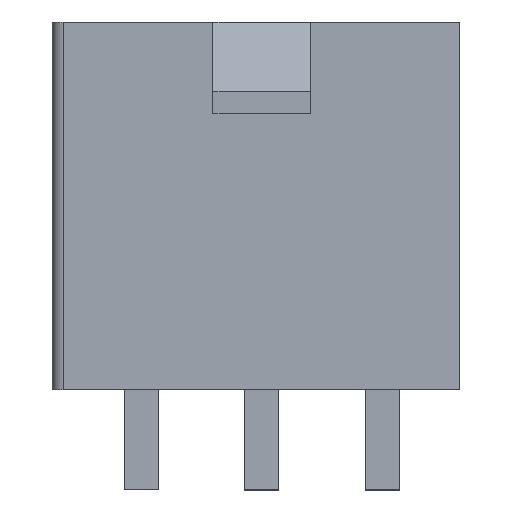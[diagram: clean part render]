
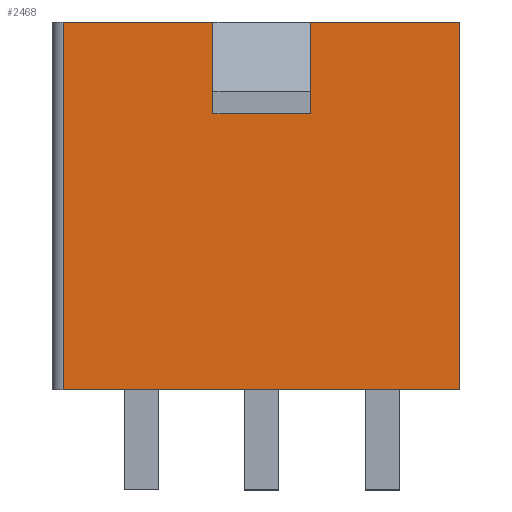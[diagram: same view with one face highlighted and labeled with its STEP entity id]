
A CAD part, top view. The second image highlights one B-rep face of the part: STEP entity #2468.
In plain terms, the highlighted planar face has unit normal (0, 0, 1).
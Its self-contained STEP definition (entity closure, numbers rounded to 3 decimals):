
#9 = DIRECTION ( 'NONE',  ( -1., 0., 0. ) ) ;
#57 = ORIENTED_EDGE ( 'NONE', *, *, #428, .T. ) ;
#64 = LINE ( 'NONE', #1091, #3143 ) ;
#163 = VERTEX_POINT ( 'NONE', #1246 ) ;
#172 = CARTESIAN_POINT ( 'NONE',  ( -2.7, 12.8, 2.7 ) ) ;
#310 = CARTESIAN_POINT ( 'NONE',  ( 5.9, 9.6, 2.7 ) ) ;
#325 = EDGE_LOOP ( 'NONE', ( #1043, #1864, #57, #2909, #2024, #417, #3349, #4554 ) ) ;
#348 = VERTEX_POINT ( 'NONE', #651 ) ;
#362 = LINE ( 'NONE', #381, #1331 ) ;
#381 = CARTESIAN_POINT ( 'NONE',  ( 11.1, 12.8, 2.7 ) ) ;
#397 = VERTEX_POINT ( 'NONE', #3515 ) ;
#417 = ORIENTED_EDGE ( 'NONE', *, *, #640, .F. ) ;
#428 = EDGE_CURVE ( 'NONE', #487, #1778, #2498, .T. ) ;
#487 = VERTEX_POINT ( 'NONE', #1810 ) ;
#523 = DIRECTION ( 'NONE',  ( 1., 0., 0. ) ) ;
#597 = CARTESIAN_POINT ( 'NONE',  ( 2.5, 9.6, 2.7 ) ) ;
#640 = EDGE_CURVE ( 'NONE', #3498, #348, #4164, .T. ) ;
#651 = CARTESIAN_POINT ( 'NONE',  ( 11.1, 12.8, 2.7 ) ) ;
#1043 = ORIENTED_EDGE ( 'NONE', *, *, #1052, .F. ) ;
#1052 = EDGE_CURVE ( 'NONE', #163, #397, #2678, .T. ) ;
#1055 = FACE_OUTER_BOUND ( 'NONE', #325, .T. ) ;
#1091 = CARTESIAN_POINT ( 'NONE',  ( -2.7, 12.8, 2.7 ) ) ;
#1107 = EDGE_CURVE ( 'NONE', #4511, #397, #3921, .T. ) ;
#1124 = PLANE ( 'NONE',  #4071 ) ;
#1125 = DIRECTION ( 'NONE',  ( 0., -1., 0. ) ) ;
#1246 = CARTESIAN_POINT ( 'NONE',  ( 2.5, 12.8, 2.7 ) ) ;
#1331 = VECTOR ( 'NONE', #1454, 1000. ) ;
#1454 = DIRECTION ( 'NONE',  ( 0., -1., 0. ) ) ;
#1538 = VECTOR ( 'NONE', #1125, 1000. ) ;
#1733 = DIRECTION ( 'NONE',  ( -1., 0., 0. ) ) ;
#1736 = VECTOR ( 'NONE', #2731, 1000. ) ;
#1778 = VERTEX_POINT ( 'NONE', #2506 ) ;
#1810 = CARTESIAN_POINT ( 'NONE',  ( -2.7, 12.8, 2.7 ) ) ;
#1864 = ORIENTED_EDGE ( 'NONE', *, *, #3217, .F. ) ;
#1933 = VECTOR ( 'NONE', #1733, 1000. ) ;
#2024 = ORIENTED_EDGE ( 'NONE', *, *, #3482, .F. ) ;
#2158 = DIRECTION ( 'NONE',  ( 0., 0., -1. ) ) ;
#2184 = CARTESIAN_POINT ( 'NONE',  ( -2.7, 12.8, 2.7 ) ) ;
#2264 = VERTEX_POINT ( 'NONE', #4096 ) ;
#2468 = ADVANCED_FACE ( 'NONE', ( #1055 ), #1124, .F. ) ;
#2498 = LINE ( 'NONE', #2184, #1538 ) ;
#2506 = CARTESIAN_POINT ( 'NONE',  ( -2.7, 0., 2.7 ) ) ;
#2521 = EDGE_CURVE ( 'NONE', #3498, #4511, #2921, .T. ) ;
#2541 = CARTESIAN_POINT ( 'NONE',  ( -2.7, 12.8, 2.7 ) ) ;
#2557 = DIRECTION ( 'NONE',  ( 1., 0., 0. ) ) ;
#2678 = LINE ( 'NONE', #597, #4423 ) ;
#2731 = DIRECTION ( 'NONE',  ( 1., 0., 0. ) ) ;
#2909 = ORIENTED_EDGE ( 'NONE', *, *, #4364, .T. ) ;
#2921 = LINE ( 'NONE', #3929, #3854 ) ;
#3143 = VECTOR ( 'NONE', #2557, 1000. ) ;
#3217 = EDGE_CURVE ( 'NONE', #487, #163, #64, .T. ) ;
#3349 = ORIENTED_EDGE ( 'NONE', *, *, #2521, .T. ) ;
#3365 = LINE ( 'NONE', #4471, #4335 ) ;
#3482 = EDGE_CURVE ( 'NONE', #348, #2264, #362, .T. ) ;
#3489 = CARTESIAN_POINT ( 'NONE',  ( 5.9, 9.6, 2.7 ) ) ;
#3498 = VERTEX_POINT ( 'NONE', #4279 ) ;
#3515 = CARTESIAN_POINT ( 'NONE',  ( 2.5, 9.6, 2.7 ) ) ;
#3854 = VECTOR ( 'NONE', #4666, 1000. ) ;
#3921 = LINE ( 'NONE', #310, #1933 ) ;
#3929 = CARTESIAN_POINT ( 'NONE',  ( 5.9, 9.6, 2.7 ) ) ;
#4071 = AXIS2_PLACEMENT_3D ( 'NONE', #2541, #2158, #9 ) ;
#4096 = CARTESIAN_POINT ( 'NONE',  ( 11.1, 0., 2.7 ) ) ;
#4136 = DIRECTION ( 'NONE',  ( 0., -1., 0. ) ) ;
#4164 = LINE ( 'NONE', #172, #1736 ) ;
#4279 = CARTESIAN_POINT ( 'NONE',  ( 5.9, 12.8, 2.7 ) ) ;
#4335 = VECTOR ( 'NONE', #523, 1000. ) ;
#4364 = EDGE_CURVE ( 'NONE', #1778, #2264, #3365, .T. ) ;
#4423 = VECTOR ( 'NONE', #4136, 1000. ) ;
#4471 = CARTESIAN_POINT ( 'NONE',  ( -2.7, 0., 2.7 ) ) ;
#4511 = VERTEX_POINT ( 'NONE', #3489 ) ;
#4554 = ORIENTED_EDGE ( 'NONE', *, *, #1107, .T. ) ;
#4666 = DIRECTION ( 'NONE',  ( 0., -1., 0. ) ) ;
